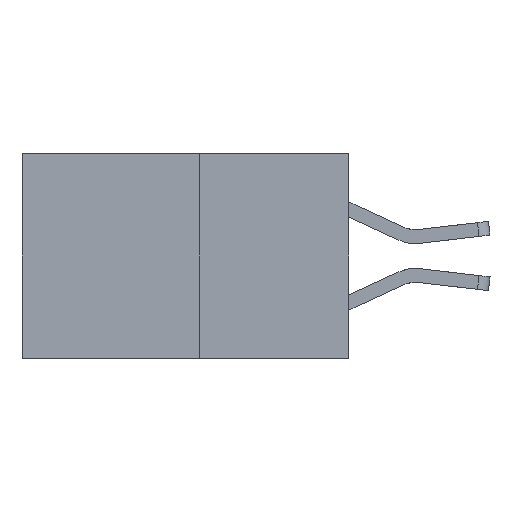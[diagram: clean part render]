
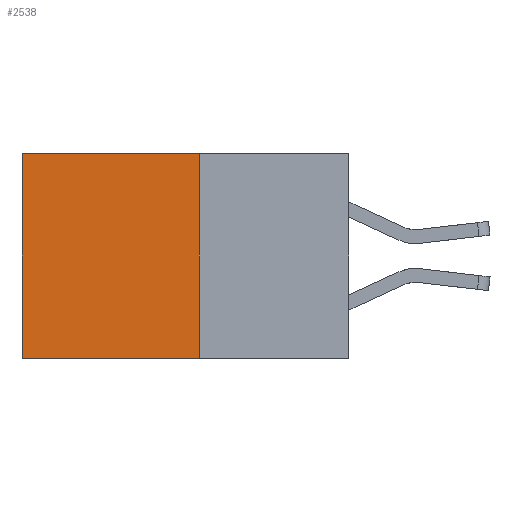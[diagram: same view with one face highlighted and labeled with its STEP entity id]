
A CAD part, left-side view. The second image highlights one B-rep face of the part: STEP entity #2538.
In plain terms, the highlighted planar face has unit normal (-1, 0, 0).
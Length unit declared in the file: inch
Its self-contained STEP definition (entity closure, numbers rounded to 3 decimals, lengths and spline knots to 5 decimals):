
#97 = DIRECTION ( 'NONE',  ( 0., 0., -1. ) ) ;
#171 = DIRECTION ( 'NONE',  ( 1., 0., 0. ) ) ;
#867 = LINE ( 'NONE', #8462, #4717 ) ;
#946 = LINE ( 'NONE', #6674, #2915 ) ;
#1108 = PLANE ( 'NONE',  #7206 ) ;
#1189 = DIRECTION ( 'NONE',  ( 0., 0., -1. ) ) ;
#1652 = EDGE_LOOP ( 'NONE', ( #6082, #2058, #7855, #5868 ) ) ;
#2058 = ORIENTED_EDGE ( 'NONE', *, *, #3789, .F. ) ;
#2076 = CARTESIAN_POINT ( 'NONE',  ( 0.277, 0.59, -0.37 ) ) ;
#2499 = CARTESIAN_POINT ( 'NONE',  ( 0.277, 0.27, -0.37 ) ) ;
#2538 = ADVANCED_FACE ( 'NONE', ( #8612 ), #1108, .F. ) ;
#2915 = VECTOR ( 'NONE', #3261, 39.37008 ) ;
#3261 = DIRECTION ( 'NONE',  ( 0., 0., -1. ) ) ;
#3274 = LINE ( 'NONE', #2076, #6700 ) ;
#3314 = VECTOR ( 'NONE', #6686, 39.37008 ) ;
#3789 = EDGE_CURVE ( 'NONE', #8133, #4208, #6937, .T. ) ;
#4208 = VERTEX_POINT ( 'NONE', #4840 ) ;
#4717 = VECTOR ( 'NONE', #7757, 39.37008 ) ;
#4840 = CARTESIAN_POINT ( 'NONE',  ( 0.277, 0.59, -0.37 ) ) ;
#5187 = EDGE_CURVE ( 'NONE', #7161, #8242, #867, .T. ) ;
#5274 = CARTESIAN_POINT ( 'NONE',  ( 0.277, 0.27, 0. ) ) ;
#5396 = CARTESIAN_POINT ( 'NONE',  ( 0.277, 0.59, 0. ) ) ;
#5868 = ORIENTED_EDGE ( 'NONE', *, *, #5187, .T. ) ;
#6082 = ORIENTED_EDGE ( 'NONE', *, *, #6796, .T. ) ;
#6557 = CARTESIAN_POINT ( 'NONE',  ( 0.277, 0.27, -0.37 ) ) ;
#6674 = CARTESIAN_POINT ( 'NONE',  ( 0.277, 0.27, -0.37 ) ) ;
#6686 = DIRECTION ( 'NONE',  ( 0., 1., 0. ) ) ;
#6700 = VECTOR ( 'NONE', #1189, 39.37008 ) ;
#6796 = EDGE_CURVE ( 'NONE', #8242, #4208, #3274, .T. ) ;
#6937 = LINE ( 'NONE', #6557, #3314 ) ;
#7161 = VERTEX_POINT ( 'NONE', #5274 ) ;
#7204 = CARTESIAN_POINT ( 'NONE',  ( 0.277, 0.27, -0.37 ) ) ;
#7206 = AXIS2_PLACEMENT_3D ( 'NONE', #7204, #171, #97 ) ;
#7757 = DIRECTION ( 'NONE',  ( 0., 1., 0. ) ) ;
#7855 = ORIENTED_EDGE ( 'NONE', *, *, #8129, .F. ) ;
#8129 = EDGE_CURVE ( 'NONE', #7161, #8133, #946, .T. ) ;
#8133 = VERTEX_POINT ( 'NONE', #2499 ) ;
#8242 = VERTEX_POINT ( 'NONE', #5396 ) ;
#8462 = CARTESIAN_POINT ( 'NONE',  ( 0.277, 0.27, 0. ) ) ;
#8612 = FACE_OUTER_BOUND ( 'NONE', #1652, .T. ) ;
